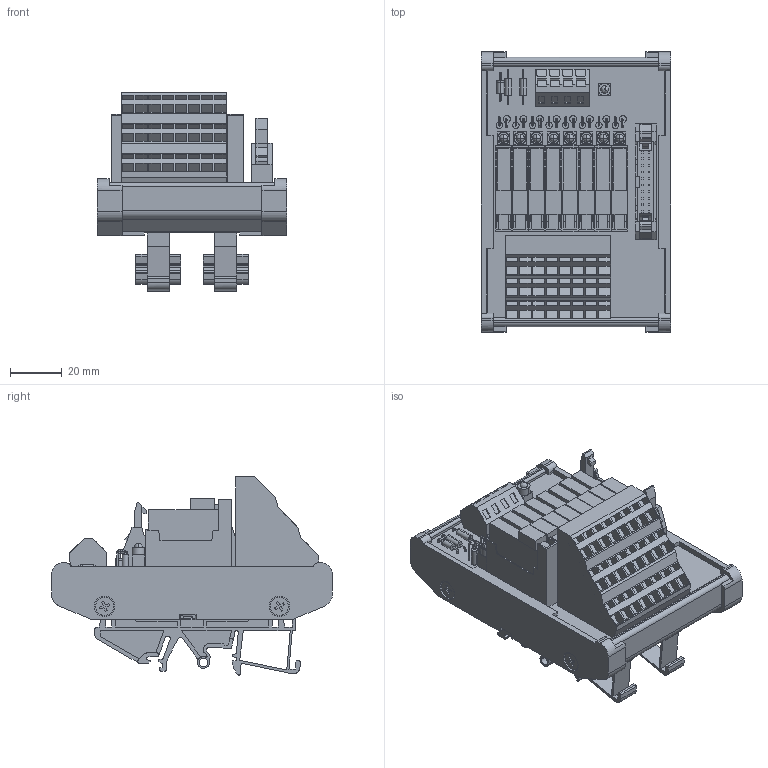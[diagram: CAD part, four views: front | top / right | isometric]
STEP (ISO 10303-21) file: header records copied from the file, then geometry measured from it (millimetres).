
FILE_DESCRIPTION(('CATIA V5R22 STEP214','CAx-IF Rec.Pracs.--- Model Styling and Organization---1.4--- 2014-01-23'),'2;1');
FILE_NAME ('013633-2_0', '2021-07-29T09:00:26+00:00', ('Weidmueller Interface'), ('Weidmueller'), 'CATIA Version 5-6 Release 2016 SP3 HF44', 'CATIA V5 STEP AP214', 'none');
FILE_SCHEMA(('AUTOMOTIVE_DESIGN { 1 0 10303 214 1 1 1 1 }'));
Products named in the file (1): 1456570000_RSMS-8H 24V+ 1CO Z
Bounding box: 73 x 108.2 x 76.49 mm (x, y, z)
Volume: 138416.2 mm3; surface area: 106107.6 mm2
Topology: 4 solids, 12 shells, 2556 faces, 7081 edges, 4605 vertices
Faces by surface type: plane 1848, cylinder 598, torus 68, sphere 32, bspline 10
Entity records: 85199 total; most frequent: CARTESIAN_POINT 18361, ORIENTED_EDGE 14092, DIRECTION 11709, EDGE_CURVE 7046, VECTOR 5529, LINE 5529, VERTEX_POINT 4605, AXIS2_PLACEMENT_3D 3635
